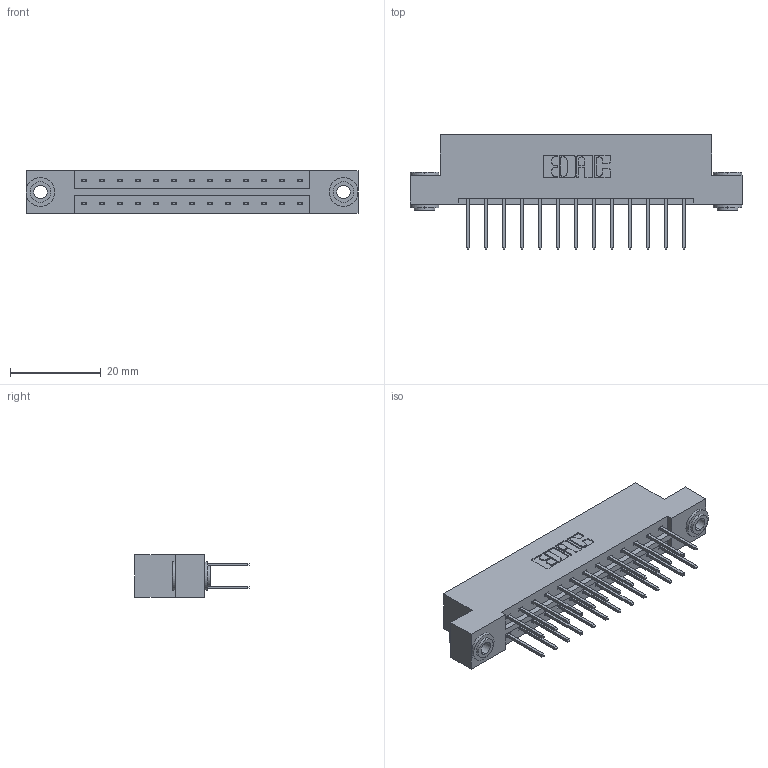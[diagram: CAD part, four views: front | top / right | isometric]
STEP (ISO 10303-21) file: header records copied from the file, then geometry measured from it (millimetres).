
FILE_DESCRIPTION (( 'STEP AP203' ), '1' );
FILE_NAME ('333-026-523-203.STEP', '2018-08-02T12:41:46', ( '' ), ( '' ), 'SwSTEP 2.0', 'SolidWorks 2016', '' );
FILE_SCHEMA (( 'CONFIG_CONTROL_DESIGN' ));
Length unit declared in the file: inch
Products named in the file (4): 333 Part_Flush - .156 Dia - TH; 345-292-001_345-293-123; 345-250-002_345-250-002-102; 333-026-523-203
Assembly tree (29 placements, depth 2):
  333-026-523-203
    333 Part_Flush - .156 Dia - TH
    345-292-001_345-293-123  x26
    345-250-002_345-250-002-102  x2
Bounding box: 73.05 x 25.15 x 9.4 mm (x, y, z)
Volume: 7259.5 mm3; surface area: 8744.1 mm2
Topology: 29 solids, 29 shells, 1504 faces, 4417 edges, 2906 vertices
Faces by surface type: plane 1016, cylinder 480, cone 8
Entity records: 12782 total; most frequent: CARTESIAN_POINT 2129, ORIENTED_EDGE 2058, DIRECTION 1903, EDGE_CURVE 1029, VECTOR 877, LINE 877, VERTEX_POINT 682, AXIS2_PLACEMENT_3D 513
